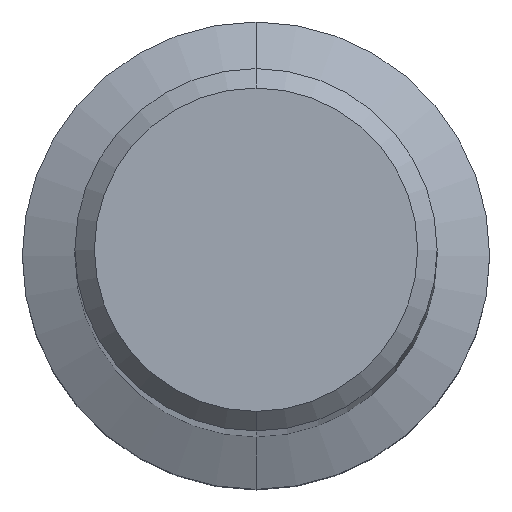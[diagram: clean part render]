
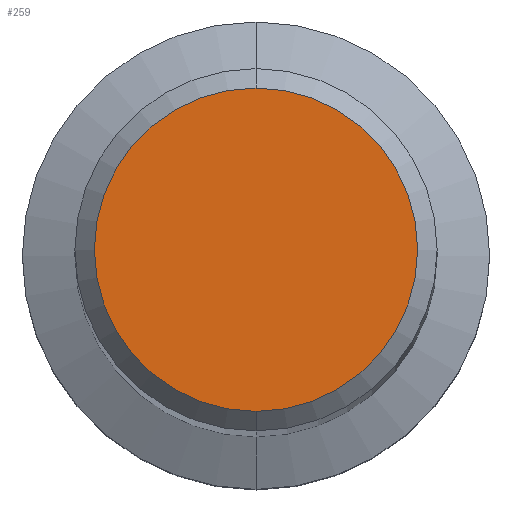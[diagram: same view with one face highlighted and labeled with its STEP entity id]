
A CAD part, top view. The second image highlights one B-rep face of the part: STEP entity #259.
In plain terms, the highlighted planar face has unit normal (0, 0, 1).
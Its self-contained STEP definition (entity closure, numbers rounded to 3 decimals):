
#255=VERTEX_POINT('',#618);
#259=ADVANCED_FACE('',(#622),#623,.T.);
#323=EDGE_CURVE('',#377,#255,#693,.T.);
#377=VERTEX_POINT('',#755);
#531=EDGE_CURVE('',#255,#377,#923,.T.);
#618=CARTESIAN_POINT('',(0.0,4.15,0.0));
#622=FACE_OUTER_BOUND('',#1021,.T.);
#623=PLANE('',#1022);
#693=CIRCLE('',#1159,4.15);
#755=CARTESIAN_POINT('',(0.,-4.15,0.0));
#923=CIRCLE('',#1622,4.15);
#1021=EDGE_LOOP('',(#1735,#1736));
#1022=AXIS2_PLACEMENT_3D('',#1737,#1738,#1739);
#1159=AXIS2_PLACEMENT_3D('',#1833,#1834,#1835);
#1622=AXIS2_PLACEMENT_3D('',#2084,#2085,#2086);
#1735=ORIENTED_EDGE('',*,*,#531,.F.);
#1736=ORIENTED_EDGE('',*,*,#323,.F.);
#1737=CARTESIAN_POINT('',(0.0,2.075,0.0));
#1738=DIRECTION('',(-0.0,0.0,1.0));
#1739=DIRECTION('',(0.0,-1.0,0.0));
#1833=CARTESIAN_POINT('',(0.0,0.0,0.0));
#1834=DIRECTION('',(0.0,0.0,-1.0));
#1835=DIRECTION('',(0.0,1.0,0.0));
#2084=CARTESIAN_POINT('',(0.0,0.0,0.0));
#2085=DIRECTION('',(0.0,0.0,-1.0));
#2086=DIRECTION('',(0.0,1.0,0.0));
